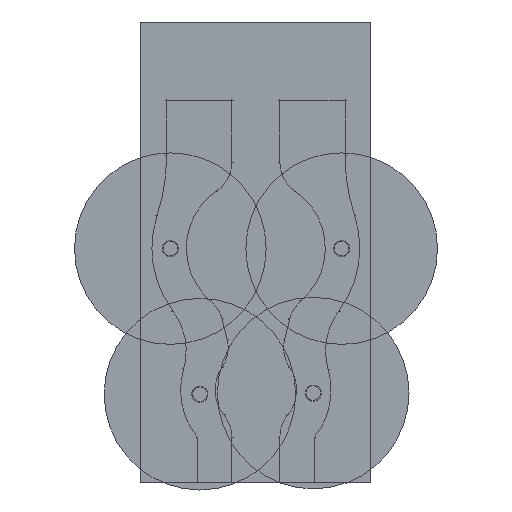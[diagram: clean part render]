
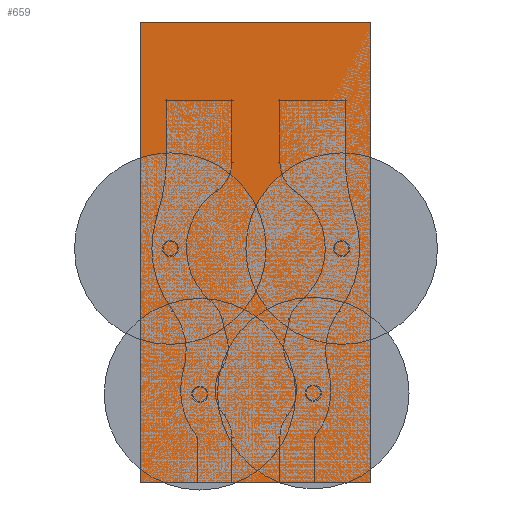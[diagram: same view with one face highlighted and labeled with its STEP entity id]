
A CAD part, top view. The second image highlights one B-rep face of the part: STEP entity #659.
In plain terms, the highlighted planar face has unit normal (0, 0, 1).
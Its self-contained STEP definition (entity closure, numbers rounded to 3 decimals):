
#659=ADVANCED_FACE('',(#941),#871,.F.);
#871=PLANE('',#3120);
#941=FACE_OUTER_BOUND('',#1089,.T.);
#1089=EDGE_LOOP('',(#1387,#1388,#1389,#1390));
#1387=ORIENTED_EDGE('',*,*,#2421,.F.);
#1388=ORIENTED_EDGE('',*,*,#2430,.F.);
#1389=ORIENTED_EDGE('',*,*,#2427,.F.);
#1390=ORIENTED_EDGE('',*,*,#2424,.F.);
#2157=VERTEX_POINT('',#4583);
#2158=VERTEX_POINT('',#4585);
#2160=VERTEX_POINT('',#4591);
#2162=VERTEX_POINT('',#4597);
#2421=EDGE_CURVE('',#2157,#2158,#2813,.T.);
#2424=EDGE_CURVE('',#2158,#2160,#2816,.T.);
#2427=EDGE_CURVE('',#2160,#2162,#2819,.T.);
#2430=EDGE_CURVE('',#2162,#2157,#2822,.T.);
#2813=LINE('',#4584,#2965);
#2816=LINE('',#4590,#2968);
#2819=LINE('',#4596,#2971);
#2822=LINE('',#4601,#2974);
#2965=VECTOR('',#3556,1.);
#2968=VECTOR('',#3561,1.);
#2971=VECTOR('',#3566,1.);
#2974=VECTOR('',#3571,1.);
#3120=AXIS2_PLACEMENT_3D('',#4603,#3574,#3575);
#3556=DIRECTION('',(0.,-1.,0.));
#3561=DIRECTION('',(-1.,0.,0.));
#3566=DIRECTION('',(0.,1.,0.));
#3571=DIRECTION('',(1.,0.,0.));
#3574=DIRECTION('',(0.,0.,-1.));
#3575=DIRECTION('',(-1.,0.,0.));
#4583=CARTESIAN_POINT('',(47.75,44.,-1.2));
#4584=CARTESIAN_POINT('',(47.75,44.,-1.2));
#4585=CARTESIAN_POINT('',(47.75,-76.,-1.2));
#4590=CARTESIAN_POINT('',(47.75,-76.,-1.2));
#4591=CARTESIAN_POINT('',(-12.25,-76.,-1.2));
#4596=CARTESIAN_POINT('',(-12.25,-76.,-1.2));
#4597=CARTESIAN_POINT('',(-12.25,44.,-1.2));
#4601=CARTESIAN_POINT('',(-12.25,44.,-1.2));
#4603=CARTESIAN_POINT('',(0.,0.,-1.2));
